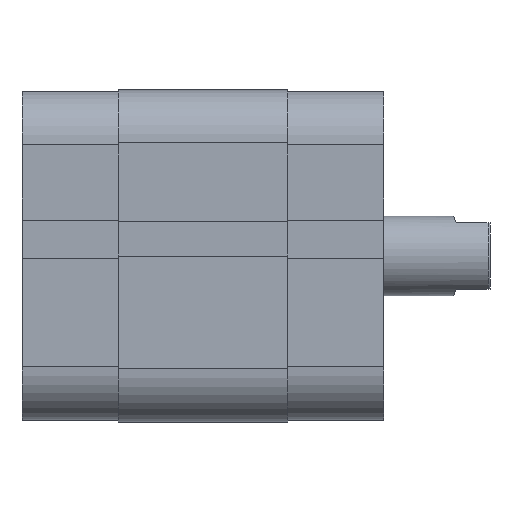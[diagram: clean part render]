
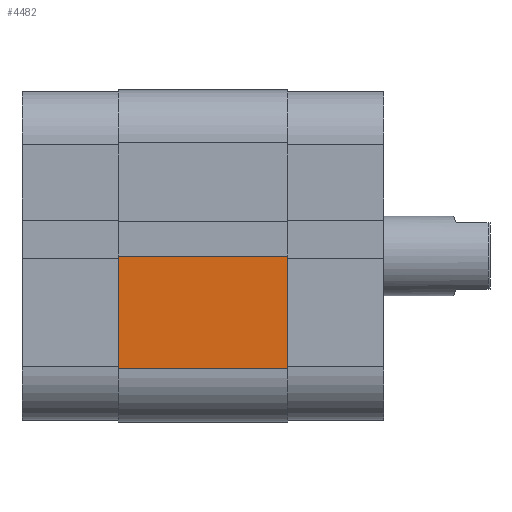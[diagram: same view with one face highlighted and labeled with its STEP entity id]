
A CAD part, top view. The second image highlights one B-rep face of the part: STEP entity #4482.
In plain terms, the highlighted face is planar.
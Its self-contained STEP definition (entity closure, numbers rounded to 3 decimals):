
#124 = FACE_OUTER_BOUND ( 'NONE', #6615, .T. ) ;
#758 = LINE ( 'NONE', #1669, #774 ) ;
#774 = VECTOR ( 'NONE', #1670, 1000. ) ;
#881 = VECTOR ( 'NONE', #1824, 1000. ) ;
#895 = LINE ( 'NONE', #1816, #881 ) ;
#916 = LINE ( 'NONE', #1849, #917 ) ;
#917 = VECTOR ( 'NONE', #1850, 1000. ) ;
#925 = LINE ( 'NONE', #1862, #926 ) ;
#926 = VECTOR ( 'NONE', #1863, 1000. ) ;
#1669 = CARTESIAN_POINT ( 'NONE',  ( 0.1, -25., 25.5 ) ) ;
#1670 = DIRECTION ( 'NONE',  ( 0., 0., -1. ) ) ;
#1816 = CARTESIAN_POINT ( 'NONE',  ( 17., -25., 25.5 ) ) ;
#1824 = DIRECTION ( 'NONE',  ( 0., 0., -1. ) ) ;
#1849 = CARTESIAN_POINT ( 'NONE',  ( 0., -25., 25.5 ) ) ;
#1850 = DIRECTION ( 'NONE',  ( 1., 0., 0. ) ) ;
#1862 = CARTESIAN_POINT ( 'NONE',  ( 0., -25., 0. ) ) ;
#1863 = DIRECTION ( 'NONE',  ( 1., 0., 0. ) ) ;
#2954 = CARTESIAN_POINT ( 'NONE',  ( 0.1, -25., 25.5 ) ) ;
#3014 = CARTESIAN_POINT ( 'NONE',  ( 17., -25., 0. ) ) ;
#3034 = CARTESIAN_POINT ( 'NONE',  ( 0.1, -25., 0. ) ) ;
#3048 = CARTESIAN_POINT ( 'NONE',  ( 17., -25., 25.5 ) ) ;
#3451 = PLANE ( 'NONE',  #4670 ) ;
#3456 = CARTESIAN_POINT ( 'NONE',  ( 0., -25., 25.5 ) ) ;
#3481 = DIRECTION ( 'NONE',  ( 0., 1., 0. ) ) ;
#3482 = DIRECTION ( 'NONE',  ( -1., 0., 0. ) ) ;
#3619 = VERTEX_POINT ( 'NONE', #2954 ) ;
#4083 = VERTEX_POINT ( 'NONE', #3014 ) ;
#4246 = VERTEX_POINT ( 'NONE', #3034 ) ;
#4324 = VERTEX_POINT ( 'NONE', #3048 ) ;
#4482 = ADVANCED_FACE ( 'NONE', ( #124 ), #3451, .F. ) ;
#4670 = AXIS2_PLACEMENT_3D ( 'NONE', #3456, #3481, #3482 ) ;
#4994 = EDGE_CURVE ( 'NONE', #3619, #4246, #758, .T. ) ;
#5061 = EDGE_CURVE ( 'NONE', #4324, #4083, #895, .T. ) ;
#5073 = EDGE_CURVE ( 'NONE', #3619, #4324, #916, .T. ) ;
#5078 = EDGE_CURVE ( 'NONE', #4246, #4083, #925, .T. ) ;
#5590 = ORIENTED_EDGE ( 'NONE', *, *, #5078, .T. ) ;
#5665 = ORIENTED_EDGE ( 'NONE', *, *, #4994, .T. ) ;
#5750 = ORIENTED_EDGE ( 'NONE', *, *, #5061, .F. ) ;
#5757 = ORIENTED_EDGE ( 'NONE', *, *, #5073, .F. ) ;
#6615 = EDGE_LOOP ( 'NONE', ( #5590, #5750, #5757, #5665 ) ) ;
